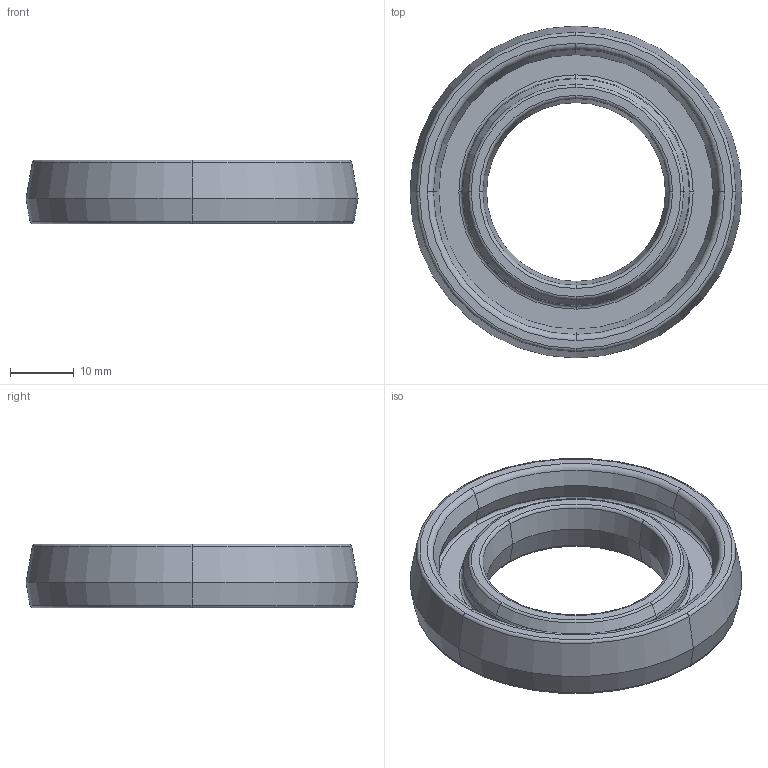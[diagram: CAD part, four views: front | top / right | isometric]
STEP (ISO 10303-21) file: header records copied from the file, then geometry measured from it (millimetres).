
FILE_DESCRIPTION(('STEP AP214'),'1');
FILE_NAME('cctmp_A49840C8-DB9C-43ED-A3A1-6FF2FF4A15E3_2020_1_10_10_18_44_740..stp','2020-01-10T09:18:44',('Bosch Rexroth AG'),('CADClick - www.CADClick.com'),'Spatial InterOp 3D',' ','unknown authorization - (Healing Option Enabled)');
FILE_SCHEMA(('AUTOMOTIVE_DESIGN'));
Length unit declared in the file: millimetre
Products named in the file (1): 2020_01_10__10-18-44-740
Bounding box: 52 x 52 x 10 mm (x, y, z)
Volume: 10080.1 mm3; surface area: 5965.5 mm2
Topology: 1 solids, 1 shells, 74 faces, 158 edges, 88 vertices
Faces by surface type: torus 40, cone 28, plane 4, cylinder 2
Entity records: 2634 total; most frequent: DIRECTION 436, CARTESIAN_POINT 321, ORIENTED_EDGE 316, AXIS2_PLACEMENT_3D 203, EDGE_CURVE 158, CIRCLE 128, VERTEX_POINT 88, EDGE_LOOP 78
